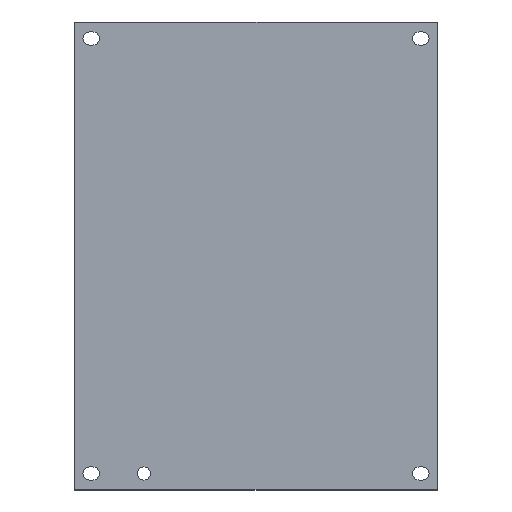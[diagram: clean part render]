
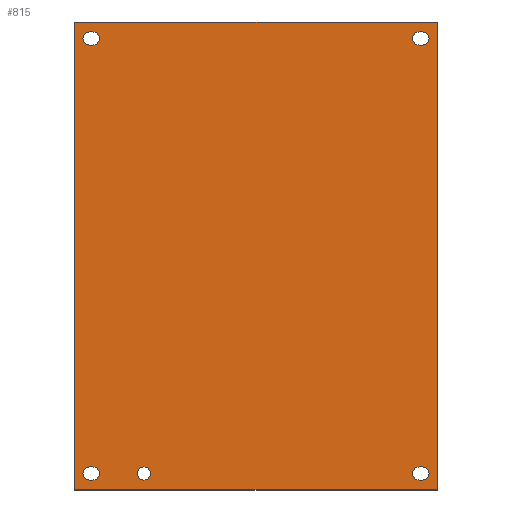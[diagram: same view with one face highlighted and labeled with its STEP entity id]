
A CAD part, top view. The second image highlights one B-rep face of the part: STEP entity #815.
In plain terms, the highlighted planar face has unit normal (0, 0, 1).
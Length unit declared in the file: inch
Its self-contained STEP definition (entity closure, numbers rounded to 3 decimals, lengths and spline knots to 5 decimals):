
#90=CARTESIAN_POINT('',(1.438,0.313,0.074));
#91=VERTEX_POINT('',#90);
#92=CARTESIAN_POINT('',(1.313,0.313,0.074));
#93=DIRECTION('',(0.0,0.0,-1.0));
#94=DIRECTION('',(1.0,0.0,0.0));
#95=AXIS2_PLACEMENT_3D('',#92,#93,#94);
#96=CIRCLE('',#95,0.125);
#97=EDGE_CURVE('',#91,#91,#96,.T.);
#117=CARTESIAN_POINT('',(0.344,0.438,0.074));
#118=VERTEX_POINT('',#117);
#125=CARTESIAN_POINT('',(0.282,0.438,0.074));
#126=VERTEX_POINT('',#125);
#127=CARTESIAN_POINT('',(0.282,0.438,0.074));
#128=DIRECTION('',(1.0,0.0,0.0));
#129=VECTOR('',#128,0.062);
#130=LINE('',#127,#129);
#131=EDGE_CURVE('',#126,#118,#130,.T.);
#157=CARTESIAN_POINT('',(0.282,0.188,0.074));
#158=VERTEX_POINT('',#157);
#159=CARTESIAN_POINT('',(0.282,0.313,0.074));
#160=DIRECTION('',(0.0,0.0,-1.0));
#161=DIRECTION('',(0.0,1.0,0.0));
#162=AXIS2_PLACEMENT_3D('',#159,#160,#161);
#163=CIRCLE('',#162,0.125);
#164=EDGE_CURVE('',#158,#126,#163,.T.);
#189=CARTESIAN_POINT('',(0.344,0.188,0.074));
#190=VERTEX_POINT('',#189);
#191=CARTESIAN_POINT('',(0.344,0.188,0.074));
#192=DIRECTION('',(-1.0,0.0,0.0));
#193=VECTOR('',#192,0.062);
#194=LINE('',#191,#193);
#195=EDGE_CURVE('',#190,#158,#194,.T.);
#219=CARTESIAN_POINT('',(0.344,0.313,0.074));
#220=DIRECTION('',(0.0,0.0,-1.0));
#221=DIRECTION('',(0.0,-1.0,0.0));
#222=AXIS2_PLACEMENT_3D('',#219,#220,#221);
#223=CIRCLE('',#222,0.125);
#224=EDGE_CURVE('',#118,#190,#223,.T.);
#245=CARTESIAN_POINT('',(6.598,8.692,0.074));
#246=VERTEX_POINT('',#245);
#253=CARTESIAN_POINT('',(6.536,8.692,0.074));
#254=VERTEX_POINT('',#253);
#255=CARTESIAN_POINT('',(6.536,8.692,0.074));
#256=DIRECTION('',(1.0,0.0,0.0));
#257=VECTOR('',#256,0.062);
#258=LINE('',#255,#257);
#259=EDGE_CURVE('',#254,#246,#258,.T.);
#285=CARTESIAN_POINT('',(6.536,8.442,0.074));
#286=VERTEX_POINT('',#285);
#287=CARTESIAN_POINT('',(6.536,8.567,0.074));
#288=DIRECTION('',(0.0,0.0,-1.0));
#289=DIRECTION('',(0.0,1.0,0.0));
#290=AXIS2_PLACEMENT_3D('',#287,#288,#289);
#291=CIRCLE('',#290,0.125);
#292=EDGE_CURVE('',#286,#254,#291,.T.);
#317=CARTESIAN_POINT('',(6.598,8.442,0.074));
#318=VERTEX_POINT('',#317);
#319=CARTESIAN_POINT('',(6.598,8.442,0.074));
#320=DIRECTION('',(-1.0,0.0,0.0));
#321=VECTOR('',#320,0.062);
#322=LINE('',#319,#321);
#323=EDGE_CURVE('',#318,#286,#322,.T.);
#347=CARTESIAN_POINT('',(6.598,8.567,0.074));
#348=DIRECTION('',(0.0,0.0,-1.0));
#349=DIRECTION('',(0.0,-1.0,0.0));
#350=AXIS2_PLACEMENT_3D('',#347,#348,#349);
#351=CIRCLE('',#350,0.125);
#352=EDGE_CURVE('',#246,#318,#351,.T.);
#373=CARTESIAN_POINT('',(6.598,0.438,0.074));
#374=VERTEX_POINT('',#373);
#381=CARTESIAN_POINT('',(6.536,0.438,0.074));
#382=VERTEX_POINT('',#381);
#383=CARTESIAN_POINT('',(6.536,0.438,0.074));
#384=DIRECTION('',(1.0,0.0,0.0));
#385=VECTOR('',#384,0.062);
#386=LINE('',#383,#385);
#387=EDGE_CURVE('',#382,#374,#386,.T.);
#413=CARTESIAN_POINT('',(6.536,0.188,0.074));
#414=VERTEX_POINT('',#413);
#415=CARTESIAN_POINT('',(6.536,0.313,0.074));
#416=DIRECTION('',(0.0,0.0,-1.0));
#417=DIRECTION('',(0.0,1.0,0.0));
#418=AXIS2_PLACEMENT_3D('',#415,#416,#417);
#419=CIRCLE('',#418,0.125);
#420=EDGE_CURVE('',#414,#382,#419,.T.);
#445=CARTESIAN_POINT('',(6.598,0.188,0.074));
#446=VERTEX_POINT('',#445);
#447=CARTESIAN_POINT('',(6.598,0.188,0.074));
#448=DIRECTION('',(-1.0,0.0,0.0));
#449=VECTOR('',#448,0.062);
#450=LINE('',#447,#449);
#451=EDGE_CURVE('',#446,#414,#450,.T.);
#475=CARTESIAN_POINT('',(6.598,0.313,0.074));
#476=DIRECTION('',(0.0,0.0,-1.0));
#477=DIRECTION('',(0.0,-1.0,0.0));
#478=AXIS2_PLACEMENT_3D('',#475,#476,#477);
#479=CIRCLE('',#478,0.125);
#480=EDGE_CURVE('',#374,#446,#479,.T.);
#501=CARTESIAN_POINT('',(0.344,8.692,0.074));
#502=VERTEX_POINT('',#501);
#509=CARTESIAN_POINT('',(0.282,8.692,0.074));
#510=VERTEX_POINT('',#509);
#511=CARTESIAN_POINT('',(0.282,8.692,0.074));
#512=DIRECTION('',(1.0,0.0,0.0));
#513=VECTOR('',#512,0.062);
#514=LINE('',#511,#513);
#515=EDGE_CURVE('',#510,#502,#514,.T.);
#541=CARTESIAN_POINT('',(0.282,8.442,0.074));
#542=VERTEX_POINT('',#541);
#543=CARTESIAN_POINT('',(0.282,8.567,0.074));
#544=DIRECTION('',(0.0,0.0,-1.0));
#545=DIRECTION('',(0.0,1.0,0.0));
#546=AXIS2_PLACEMENT_3D('',#543,#544,#545);
#547=CIRCLE('',#546,0.125);
#548=EDGE_CURVE('',#542,#510,#547,.T.);
#573=CARTESIAN_POINT('',(0.344,8.442,0.074));
#574=VERTEX_POINT('',#573);
#575=CARTESIAN_POINT('',(0.344,8.442,0.074));
#576=DIRECTION('',(-1.0,0.0,0.0));
#577=VECTOR('',#576,0.062);
#578=LINE('',#575,#577);
#579=EDGE_CURVE('',#574,#542,#578,.T.);
#603=CARTESIAN_POINT('',(0.344,8.567,0.074));
#604=DIRECTION('',(0.0,0.0,-1.0));
#605=DIRECTION('',(0.0,-1.0,0.0));
#606=AXIS2_PLACEMENT_3D('',#603,#604,#605);
#607=CIRCLE('',#606,0.125);
#608=EDGE_CURVE('',#502,#574,#607,.T.);
#619=CARTESIAN_POINT('',(0.0,0.0,0.074));
#620=VERTEX_POINT('',#619);
#621=CARTESIAN_POINT('',(0.,8.88,0.074));
#622=VERTEX_POINT('',#621);
#623=CARTESIAN_POINT('',(0.0,0.0,0.074));
#624=DIRECTION('',(0.0,1.0,0.0));
#625=VECTOR('',#624,8.88);
#626=LINE('',#623,#625);
#627=EDGE_CURVE('',#620,#622,#626,.T.);
#659=CARTESIAN_POINT('',(6.88,8.88,0.074));
#660=VERTEX_POINT('',#659);
#661=CARTESIAN_POINT('',(0.,8.88,0.074));
#662=DIRECTION('',(1.0,0.0,0.0));
#663=VECTOR('',#662,6.88);
#664=LINE('',#661,#663);
#665=EDGE_CURVE('',#622,#660,#664,.T.);
#690=CARTESIAN_POINT('',(6.88,0.0,0.074));
#691=VERTEX_POINT('',#690);
#692=CARTESIAN_POINT('',(6.88,8.88,0.074));
#693=DIRECTION('',(0.0,-1.0,0.0));
#694=VECTOR('',#693,8.88);
#695=LINE('',#692,#694);
#696=EDGE_CURVE('',#660,#691,#695,.T.);
#721=CARTESIAN_POINT('',(6.88,0.0,0.074));
#722=DIRECTION('',(-1.0,0.0,0.0));
#723=VECTOR('',#722,6.88);
#724=LINE('',#721,#723);
#725=EDGE_CURVE('',#691,#620,#724,.T.);
#777=CARTESIAN_POINT('',(3.44,4.44,0.074));
#778=DIRECTION('',(0.0,0.0,1.0));
#779=DIRECTION('',(1.0,0.0,0.0));
#780=AXIS2_PLACEMENT_3D('',#777,#778,#779);
#781=PLANE('',#780);
#782=ORIENTED_EDGE('',*,*,#627,.F.);
#783=ORIENTED_EDGE('',*,*,#725,.F.);
#784=ORIENTED_EDGE('',*,*,#696,.F.);
#785=ORIENTED_EDGE('',*,*,#665,.F.);
#786=EDGE_LOOP('',(#782,#783,#784,#785));
#787=FACE_OUTER_BOUND('',#786,.T.);
#788=ORIENTED_EDGE('',*,*,#97,.T.);
#789=EDGE_LOOP('',(#788));
#790=FACE_BOUND('',#789,.T.);
#791=ORIENTED_EDGE('',*,*,#131,.T.);
#792=ORIENTED_EDGE('',*,*,#224,.T.);
#793=ORIENTED_EDGE('',*,*,#195,.T.);
#794=ORIENTED_EDGE('',*,*,#164,.T.);
#795=EDGE_LOOP('',(#791,#792,#793,#794));
#796=FACE_BOUND('',#795,.T.);
#797=ORIENTED_EDGE('',*,*,#259,.T.);
#798=ORIENTED_EDGE('',*,*,#352,.T.);
#799=ORIENTED_EDGE('',*,*,#323,.T.);
#800=ORIENTED_EDGE('',*,*,#292,.T.);
#801=EDGE_LOOP('',(#797,#798,#799,#800));
#802=FACE_BOUND('',#801,.T.);
#803=ORIENTED_EDGE('',*,*,#387,.T.);
#804=ORIENTED_EDGE('',*,*,#480,.T.);
#805=ORIENTED_EDGE('',*,*,#451,.T.);
#806=ORIENTED_EDGE('',*,*,#420,.T.);
#807=EDGE_LOOP('',(#803,#804,#805,#806));
#808=FACE_BOUND('',#807,.T.);
#809=ORIENTED_EDGE('',*,*,#579,.T.);
#810=ORIENTED_EDGE('',*,*,#548,.T.);
#811=ORIENTED_EDGE('',*,*,#515,.T.);
#812=ORIENTED_EDGE('',*,*,#608,.T.);
#813=EDGE_LOOP('',(#809,#810,#811,#812));
#814=FACE_BOUND('',#813,.T.);
#815=ADVANCED_FACE('',(#787,#790,#796,#802,#808,#814),#781,.T.);
